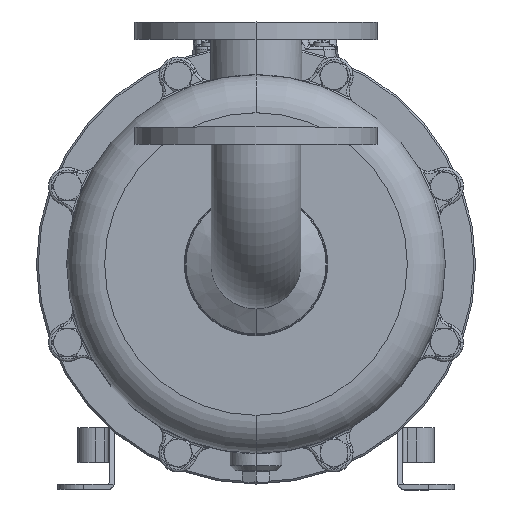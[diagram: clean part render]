
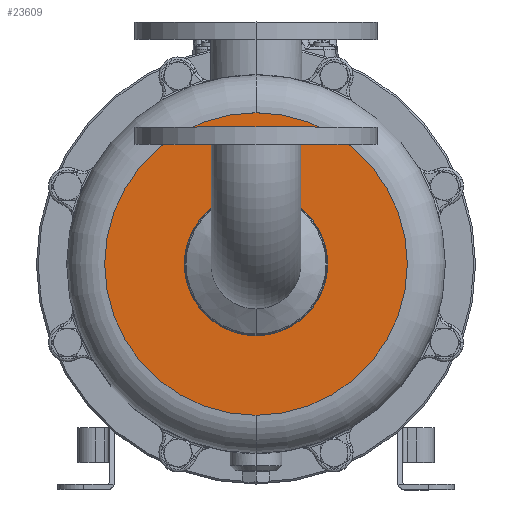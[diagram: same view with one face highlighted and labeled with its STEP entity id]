
A CAD part, top view. The second image highlights one B-rep face of the part: STEP entity #23609.
In plain terms, the highlighted face is planar.
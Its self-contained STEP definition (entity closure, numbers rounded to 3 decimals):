
#1648 = AXIS2_PLACEMENT_3D ( 'NONE', #18593, #61810, #24862 ) ;
#3889 = ORIENTED_EDGE ( 'NONE', *, *, #39358, .F. ) ;
#6219 = CARTESIAN_POINT ( 'NONE',  ( 54.75, 13., 40.5 ) ) ;
#6307 = FACE_BOUND ( 'NONE', #37301, .T. ) ;
#9024 = CARTESIAN_POINT ( 'NONE',  ( 54.75, 13., -40.5 ) ) ;
#9986 = CARTESIAN_POINT ( 'NONE',  ( 54.75, 13., 0. ) ) ;
#11117 = ORIENTED_EDGE ( 'NONE', *, *, #40717, .T. ) ;
#11459 = CARTESIAN_POINT ( 'NONE',  ( 54.75, 13., 0. ) ) ;
#12277 = CARTESIAN_POINT ( 'NONE',  ( 54.75, 13., 0. ) ) ;
#17708 = DIRECTION ( 'NONE',  ( 0., 0., -1. ) ) ;
#18521 = DIRECTION ( 'NONE',  ( 0., 0., -1. ) ) ;
#18593 = CARTESIAN_POINT ( 'NONE',  ( 54.75, 13., 0. ) ) ;
#18675 = CIRCLE ( 'NONE', #1648, 40.5 ) ;
#22716 = AXIS2_PLACEMENT_3D ( 'NONE', #9986, #65701, #28739 ) ;
#22856 = FACE_OUTER_BOUND ( 'NONE', #32672, .T. ) ;
#23609 = ADVANCED_FACE ( 'NONE', ( #22856, #6307 ), #40921, .F. ) ;
#24862 = DIRECTION ( 'NONE',  ( 0., 0., -1. ) ) ;
#28739 = DIRECTION ( 'NONE',  ( 0., 0., -1. ) ) ;
#32438 = AXIS2_PLACEMENT_3D ( 'NONE', #11459, #54780, #17708 ) ;
#32536 = VERTEX_POINT ( 'NONE', #9024 ) ;
#32672 = EDGE_LOOP ( 'NONE', ( #32863, #11117 ) ) ;
#32863 = ORIENTED_EDGE ( 'NONE', *, *, #79852, .T. ) ;
#34409 = CIRCLE ( 'NONE', #49154, 87.5 ) ;
#36357 = CARTESIAN_POINT ( 'NONE',  ( 54.75, 13., 0. ) ) ;
#37301 = EDGE_LOOP ( 'NONE', ( #3889, #73579 ) ) ;
#37713 = CARTESIAN_POINT ( 'NONE',  ( 54.75, 13., 87.5 ) ) ;
#39358 = EDGE_CURVE ( 'NONE', #32536, #56097, #18675, .T. ) ;
#40717 = EDGE_CURVE ( 'NONE', #76218, #53613, #41764, .T. ) ;
#40921 = PLANE ( 'NONE',  #22716 ) ;
#41764 = CIRCLE ( 'NONE', #32438, 87.5 ) ;
#42550 = DIRECTION ( 'NONE',  ( 0., 0., -1. ) ) ;
#49154 = AXIS2_PLACEMENT_3D ( 'NONE', #12277, #55558, #18521 ) ;
#50826 = EDGE_CURVE ( 'NONE', #56097, #32536, #72769, .T. ) ;
#53613 = VERTEX_POINT ( 'NONE', #71660 ) ;
#54780 = DIRECTION ( 'NONE',  ( 0., 1., 0. ) ) ;
#55558 = DIRECTION ( 'NONE',  ( 0., 1., 0. ) ) ;
#56097 = VERTEX_POINT ( 'NONE', #6219 ) ;
#58405 = AXIS2_PLACEMENT_3D ( 'NONE', #36357, #79504, #42550 ) ;
#61810 = DIRECTION ( 'NONE',  ( 0., 1., 0. ) ) ;
#65701 = DIRECTION ( 'NONE',  ( 0., -1., 0. ) ) ;
#71660 = CARTESIAN_POINT ( 'NONE',  ( 54.75, 13., -87.5 ) ) ;
#72769 = CIRCLE ( 'NONE', #58405, 40.5 ) ;
#73579 = ORIENTED_EDGE ( 'NONE', *, *, #50826, .F. ) ;
#76218 = VERTEX_POINT ( 'NONE', #37713 ) ;
#79504 = DIRECTION ( 'NONE',  ( 0., 1., 0. ) ) ;
#79852 = EDGE_CURVE ( 'NONE', #53613, #76218, #34409, .T. ) ;
